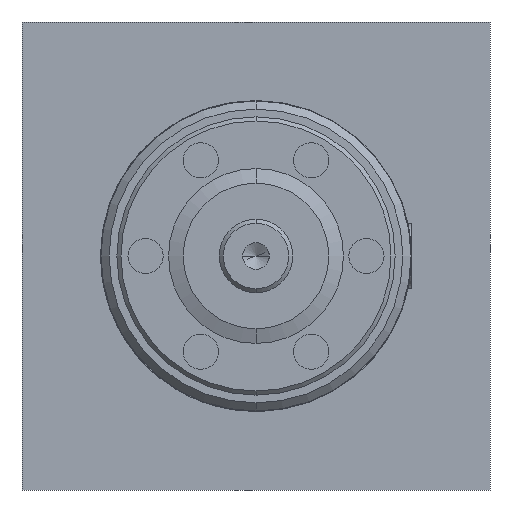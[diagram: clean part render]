
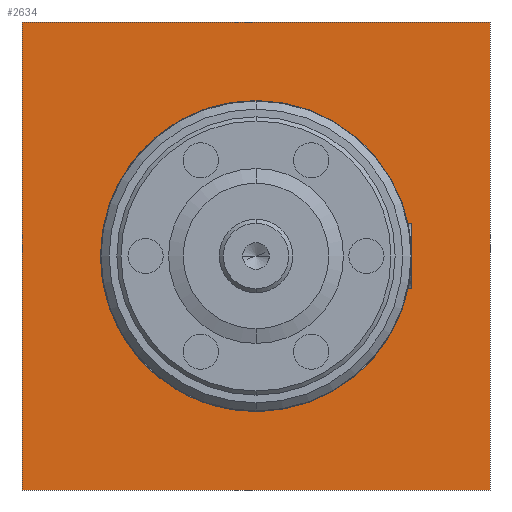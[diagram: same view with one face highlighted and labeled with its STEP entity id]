
A CAD part, front view. The second image highlights one B-rep face of the part: STEP entity #2634.
In plain terms, the highlighted planar face has unit normal (0, -1, 0).
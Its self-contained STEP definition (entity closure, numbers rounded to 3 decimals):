
#233=DIRECTION('',(0.,0.,-1.));
#234=VECTOR('',#233,57.2);
#235=CARTESIAN_POINT('',(28.6,320.7,28.6));
#236=LINE('',#235,#234);
#237=CARTESIAN_POINT('',(0.,320.7,0.));
#238=DIRECTION('',(0.,1.,0.));
#239=DIRECTION('',(1.,0.,0.));
#240=AXIS2_PLACEMENT_3D('',#237,#238,#239);
#242=CARTESIAN_POINT('',(0.,320.7,0.));
#243=DIRECTION('',(0.,1.,0.));
#244=DIRECTION('',(0.,0.,1.));
#245=AXIS2_PLACEMENT_3D('',#242,#243,#244);
#247=CARTESIAN_POINT('',(0.,320.7,0.));
#248=DIRECTION('',(0.,1.,0.));
#249=DIRECTION('',(-1.,0.,0.));
#250=AXIS2_PLACEMENT_3D('',#247,#248,#249);
#256=DIRECTION('',(1.,0.,0.));
#257=VECTOR('',#256,57.2);
#258=CARTESIAN_POINT('',(-28.6,320.7,-28.6));
#259=LINE('',#258,#257);
#264=DIRECTION('',(-1.,0.,0.));
#265=VECTOR('',#264,57.2);
#266=CARTESIAN_POINT('',(28.6,320.7,28.6));
#267=LINE('',#266,#265);
#276=DIRECTION('',(0.,0.,-1.));
#277=VECTOR('',#276,57.2);
#278=CARTESIAN_POINT('',(-28.6,320.7,28.6));
#279=LINE('',#278,#277);
#1982=CARTESIAN_POINT('',(19.,320.7,0.));
#1984=VERTEX_POINT('',#1982);
#1985=CARTESIAN_POINT('',(0.,320.7,19.));
#1986=VERTEX_POINT('',#1985);
#1987=CARTESIAN_POINT('',(-19.,320.7,0.));
#1988=VERTEX_POINT('',#1987);
#2128=CARTESIAN_POINT('',(28.6,320.7,28.6));
#2129=CARTESIAN_POINT('',(28.6,320.7,-28.6));
#2130=VERTEX_POINT('',#2128);
#2131=VERTEX_POINT('',#2129);
#2136=CARTESIAN_POINT('',(-28.6,320.7,28.6));
#2137=VERTEX_POINT('',#2136);
#2138=CARTESIAN_POINT('',(-28.6,320.7,-28.6));
#2139=VERTEX_POINT('',#2138);
#2614=CARTESIAN_POINT('',(28.6,320.7,-28.6));
#2615=DIRECTION('',(0.,1.,0.));
#2616=DIRECTION('',(0.,0.,1.));
#2617=AXIS2_PLACEMENT_3D('',#2614,#2615,#2616);
#2618=PLANE('',#2617);
#2620=ORIENTED_EDGE('',*,*,#2619,.F.);
#2622=ORIENTED_EDGE('',*,*,#2621,.F.);
#2624=ORIENTED_EDGE('',*,*,#2623,.F.);
#2626=ORIENTED_EDGE('',*,*,#2625,.T.);
#2627=EDGE_LOOP('',(#2620,#2622,#2624,#2626));
#2628=FACE_OUTER_BOUND('',#2627,.F.);
#2629=ORIENTED_EDGE('',*,*,#2595,.F.);
#2630=ORIENTED_EDGE('',*,*,#2568,.F.);
#2631=ORIENTED_EDGE('',*,*,#2566,.F.);
#2632=EDGE_LOOP('',(#2629,#2630,#2631));
#2633=FACE_BOUND('',#2632,.F.);
#2634=ADVANCED_FACE('',(#2628,#2633),#2618,.F.);
#241=CIRCLE('',#240,19.);
#246=CIRCLE('',#245,19.);
#251=CIRCLE('',#250,19.);
#2566=EDGE_CURVE('',#1988,#1986,#251,.T.);
#2568=EDGE_CURVE('',#1986,#1984,#246,.T.);
#2595=EDGE_CURVE('',#1984,#1988,#241,.T.);
#2619=EDGE_CURVE('',#2139,#2131,#259,.T.);
#2621=EDGE_CURVE('',#2137,#2139,#279,.T.);
#2623=EDGE_CURVE('',#2130,#2137,#267,.T.);
#2625=EDGE_CURVE('',#2130,#2131,#236,.T.);
